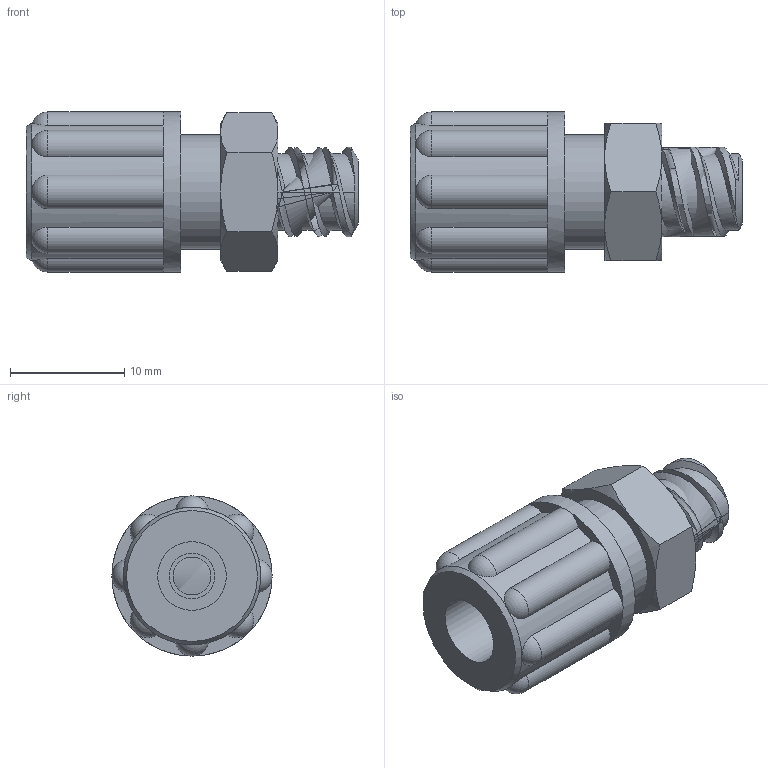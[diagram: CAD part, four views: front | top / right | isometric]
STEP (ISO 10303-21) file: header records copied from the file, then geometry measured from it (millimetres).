
FILE_DESCRIPTION(/* description */ (''),/* implementation_level */ '2;1');
FILE_NAME(/* name */ '3L110FTA40xx.stp',/* time_stamp */ '2019-01-10T11:46:27+01:00',/* author */ ('aruf'),/* organization */ (''),/* preprocessor_version */ 'ST-DEVELOPER v17',/* originating_system */ 'Autodesk Inventor 2018',/* authorisation */ '');
FILE_SCHEMA (('AUTOMOTIVE_DESIGN { 1 0 10303 214 3 1 1 }'));
Length unit declared in the file: millimetre
Products named in the file (1): 3L110FTA40xx (a02509)
Bounding box: 29 x 14 x 14 mm (x, y, z)
Volume: 2747.2 mm3; surface area: 2293.6 mm2
Topology: 1 solids, 1 shells, 84 faces, 206 edges, 130 vertices
Faces by surface type: cylinder 34, plane 22, cone 15, sphere 8, bspline 4, torus 1
Full cylindrical faces by diameter (mm): 3.3 x1, 4 x1, 6 x1, 6.73 x1, 7.83 x4, 10 x1, 14 x1
Entity records: 3098 total; most frequent: CARTESIAN_POINT 1152, ORIENTED_EDGE 412, DIRECTION 401, EDGE_CURVE 206, AXIS2_PLACEMENT_3D 181, VERTEX_POINT 130, CIRCLE 100, EDGE_LOOP 92
